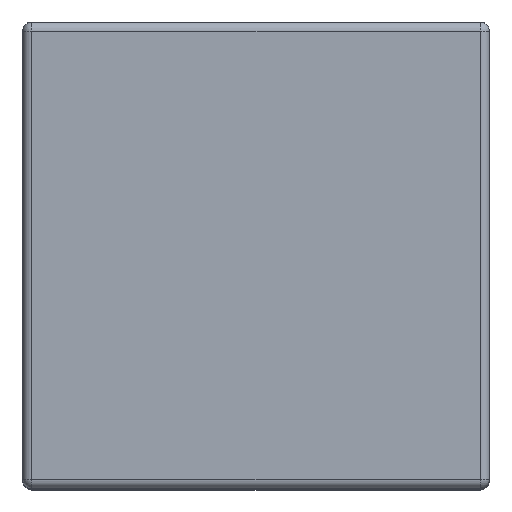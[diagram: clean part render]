
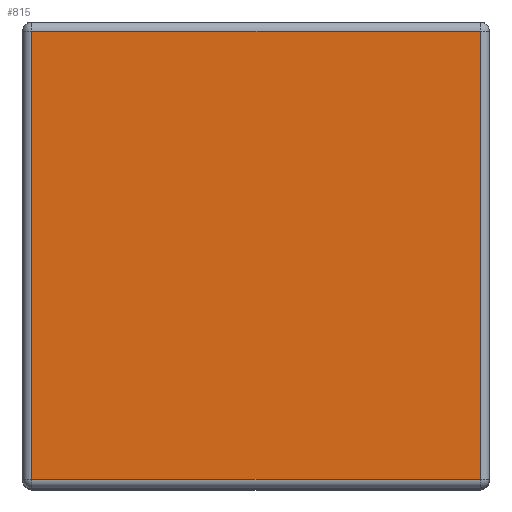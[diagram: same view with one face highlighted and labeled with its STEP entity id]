
A CAD part, top view. The second image highlights one B-rep face of the part: STEP entity #815.
In plain terms, the highlighted planar face has unit normal (0, 0, 1).
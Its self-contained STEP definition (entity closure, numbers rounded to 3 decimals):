
#815=ADVANCED_FACE('NONE',(#816),#850,.F.);
#816=FACE_BOUND('NONE',#817,.T.);
#817=EDGE_LOOP('',(#818,#828,#836,#844));
#818=ORIENTED_EDGE('',*,*,#819,.T.);
#819=EDGE_CURVE('NONE',#820,#822,#824,.T.);
#820=VERTEX_POINT('NONE',#821);
#821=CARTESIAN_POINT('',(0.6,-0.6,1.0));
#822=VERTEX_POINT('NONE',#823);
#823=CARTESIAN_POINT('',(0.6,0.6,1.0));
#824=LINE('',#825,#826);
#825=CARTESIAN_POINT('',(0.6,0.625,1.0));
#826=VECTOR('',#827,1.0);
#827=DIRECTION('',(0.0,1.0,0.0));
#828=ORIENTED_EDGE('',*,*,#829,.T.);
#829=EDGE_CURVE('NONE',#822,#830,#832,.T.);
#830=VERTEX_POINT('NONE',#831);
#831=CARTESIAN_POINT('',(-0.6,0.6,1.0));
#832=LINE('',#833,#834);
#833=CARTESIAN_POINT('',(-0.625,0.6,1.0));
#834=VECTOR('',#835,1.0);
#835=DIRECTION('',(-1.0,0.0,0.0));
#836=ORIENTED_EDGE('',*,*,#837,.T.);
#837=EDGE_CURVE('NONE',#830,#838,#840,.T.);
#838=VERTEX_POINT('NONE',#839);
#839=CARTESIAN_POINT('',(-0.6,-0.6,1.0));
#840=LINE('',#841,#842);
#841=CARTESIAN_POINT('',(-0.6,-0.625,1.0));
#842=VECTOR('',#843,1.0);
#843=DIRECTION('',(0.0,-1.0,0.0));
#844=ORIENTED_EDGE('',*,*,#845,.T.);
#845=EDGE_CURVE('NONE',#838,#820,#846,.T.);
#846=LINE('',#847,#848);
#847=CARTESIAN_POINT('',(0.625,-0.6,1.0));
#848=VECTOR('',#849,1.0);
#849=DIRECTION('',(1.0,0.0,0.0));
#850=PLANE('',#851);
#851=AXIS2_PLACEMENT_3D('',#852,#853,#854);
#852=CARTESIAN_POINT('',(0.0,0.0,1.0));
#853=DIRECTION('',(0.0,0.0,-1.0));
#854=DIRECTION('',(1.0,0.0,0.0));
